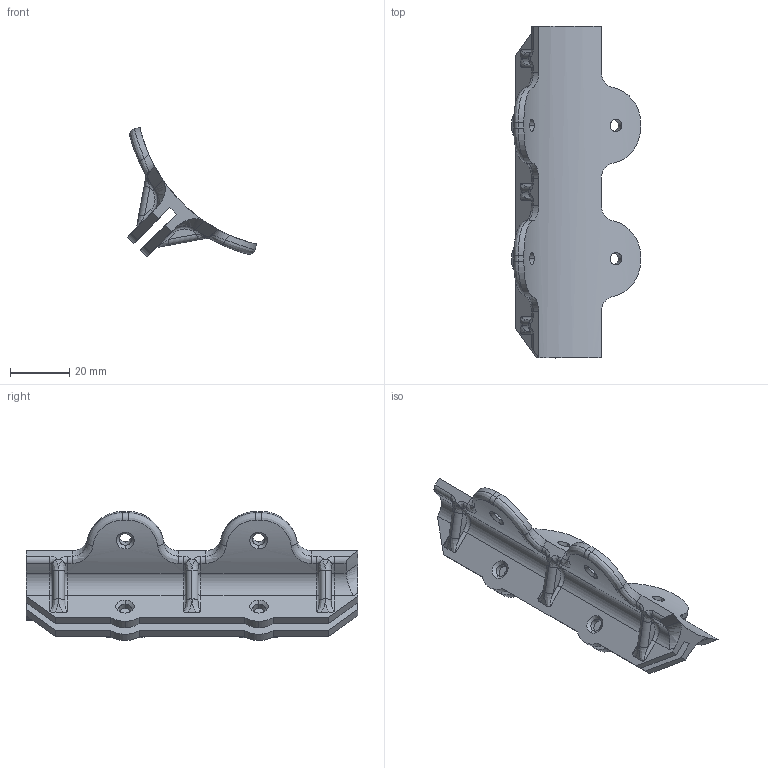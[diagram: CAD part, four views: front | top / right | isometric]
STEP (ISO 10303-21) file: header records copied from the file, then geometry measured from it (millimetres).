
FILE_DESCRIPTION (( 'STEP AP203' ), '1' );
FILE_NAME ('栺颬 .STEP', '2024-02-08T19:34:54', ( 'Sofia' ), ( 'HP' ), 'SwSTEP 2.0', 'SolidWorks 2023', '' );
FILE_SCHEMA (( 'CONFIG_CONTROL_DESIGN' ));
Length unit declared in the file: millimetre
Products named in the file (2): Стаб ; Крепление_стабилизаторов_10_10_2023
Assembly tree (1 placements, depth 2):
  Стаб 
    Крепление_стабилизаторов_10_10_2023
Bounding box: 43.55 x 112 x 43.53 mm (x, y, z)
Volume: 30823.4 mm3; surface area: 17530.5 mm2
Topology: 1 solids, 1 shells, 238 faces, 588 edges, 352 vertices
Faces by surface type: cylinder 88, bspline 70, plane 50, torus 24, cone 6
Entity records: 14543 total; most frequent: CARTESIAN_POINT 9339, ORIENTED_EDGE 1176, DIRECTION 890, EDGE_CURVE 588, VERTEX_POINT 352, AXIS2_PLACEMENT_3D 350, EDGE_LOOP 254, FACE_OUTER_BOUND 238
